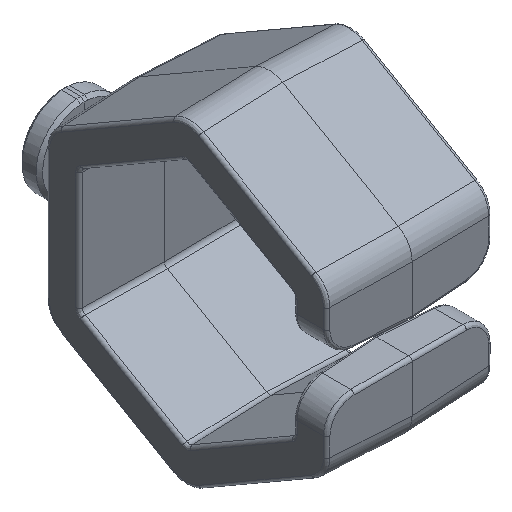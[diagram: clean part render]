
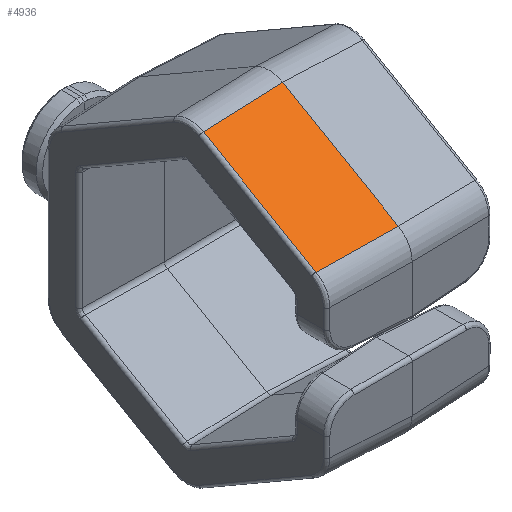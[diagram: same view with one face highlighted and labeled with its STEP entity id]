
A CAD part, isometric view. The second image highlights one B-rep face of the part: STEP entity #4936.
In plain terms, the highlighted planar face has unit normal (-0.035, -0.5, 0.866).
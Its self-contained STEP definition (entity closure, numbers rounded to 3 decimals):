
#552=DIRECTION('',(0.,0.866,0.5));
#553=VECTOR('',#552,11.824);
#554=CARTESIAN_POINT('',(-7.21,-11.489,8.076));
#555=LINE('',#554,#553);
#556=DIRECTION('',(-0.999,0.,-0.04));
#557=VECTOR('',#556,7.216);
#558=CARTESIAN_POINT('',(0.,-1.249,14.279));
#559=LINE('',#558,#557);
#560=DIRECTION('',(-0.999,0.035,-0.02));
#561=VECTOR('',#560,7.216);
#562=CARTESIAN_POINT('',(0.,-11.741,8.221));
#563=LINE('',#562,#561);
#564=CARTESIAN_POINT('',(-7.21,-1.249,13.988));
#1563=DIRECTION('',(0.,-0.866,-0.5));
#1564=VECTOR('',#1563,12.115);
#1565=CARTESIAN_POINT('',(0.,-1.249,14.279));
#1566=LINE('',#1565,#1564);
#3156=CARTESIAN_POINT('',(0.,-1.249,14.279));
#3157=CARTESIAN_POINT('',(0.,-11.741,8.221));
#3158=VERTEX_POINT('',#3156);
#3159=VERTEX_POINT('',#3157);
#3283=VERTEX_POINT('',#564);
#3286=CARTESIAN_POINT('',(-7.21,-11.489,
8.076));
#3287=VERTEX_POINT('',#3286);
#4923=CARTESIAN_POINT('',(0.,0.,15.));
#4924=DIRECTION('',(-0.035,-0.5,0.865));
#4925=DIRECTION('',(0.,-0.866,-0.5));
#4926=AXIS2_PLACEMENT_3D('',#4923,#4924,#4925);
#4927=PLANE('',#4926);
#4928=ORIENTED_EDGE('',*,*,#3889,.T.);
#4930=ORIENTED_EDGE('',*,*,#4929,.F.);
#4932=ORIENTED_EDGE('',*,*,#4931,.T.);
#4933=ORIENTED_EDGE('',*,*,#4915,.T.);
#4934=EDGE_LOOP('',(#4928,#4930,#4932,#4933));
#4935=FACE_OUTER_BOUND('',#4934,.F.);
#4936=ADVANCED_FACE('',(#4935),#4927,.T.);
#3889=EDGE_CURVE('',#3287,#3283,#555,.T.);
#4915=EDGE_CURVE('',#3159,#3287,#563,.T.);
#4929=EDGE_CURVE('',#3158,#3283,#559,.T.);
#4931=EDGE_CURVE('',#3158,#3159,#1566,.T.);
